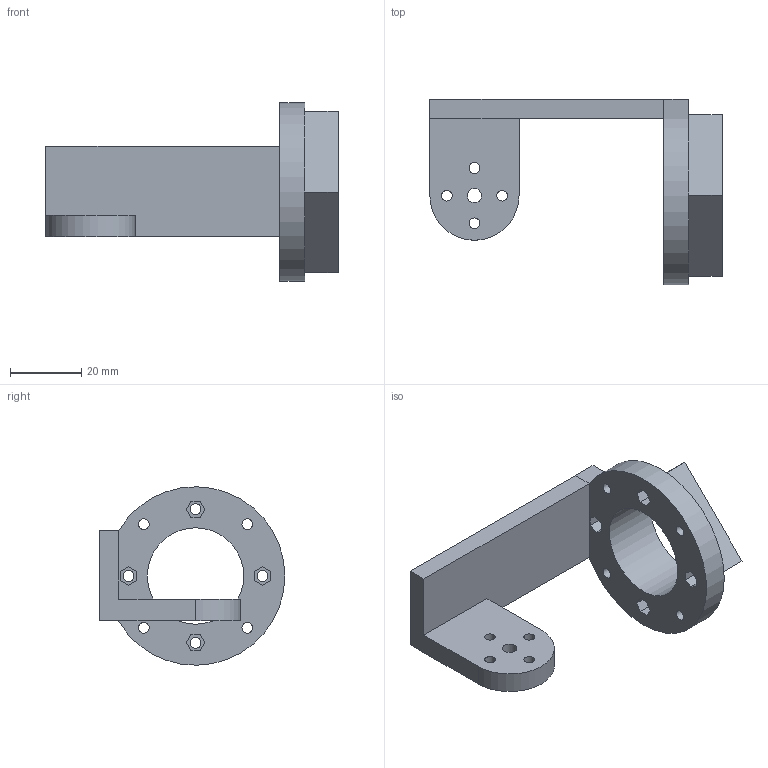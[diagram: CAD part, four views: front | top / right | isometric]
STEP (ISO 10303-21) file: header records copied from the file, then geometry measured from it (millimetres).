
FILE_DESCRIPTION(/* description */ (''),/* implementation_level */ '2;1');
FILE_NAME(/* name */ '',/* time_stamp */ '2023-09-30T16:14:35+08:00',/* author */ (''),/* organization */ (''),/* preprocessor_version */ 'ST-DEVELOPER v20',/* originating_system */ 'Autodesk Translation Framework v12.14.0.127',/* authorisation */ '');
FILE_SCHEMA (('AUTOMOTIVE_DESIGN { 1 0 10303 214 3 1 1 }'));
Length unit declared in the file: millimetre
Products named in the file (1): Fusion 零部件
Bounding box: 81.9 x 52 x 50 mm (x, y, z)
Volume: 27281.3 mm3; surface area: 13709.9 mm2
Topology: 1 solids, 1 shells, 64 faces, 170 edges, 112 vertices
Faces by surface type: plane 48, cylinder 16
Full cylindrical faces by diameter (mm): 3 x12, 4 x1, 27 x1
Entity records: 2072 total; most frequent: CARTESIAN_POINT 347, ORIENTED_EDGE 340, DIRECTION 332, EDGE_CURVE 170, LINE 138, VECTOR 138, VERTEX_POINT 112, EDGE_LOOP 97
